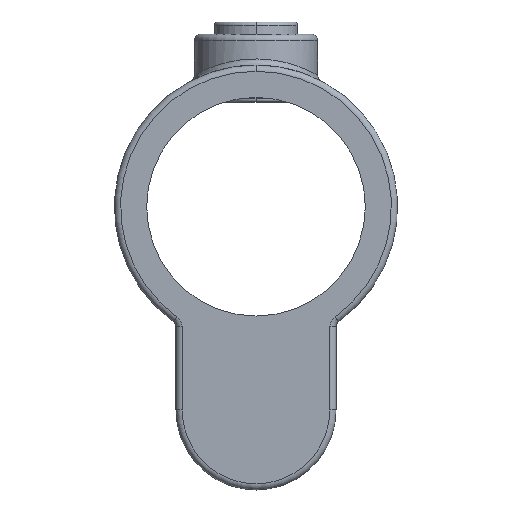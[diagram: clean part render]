
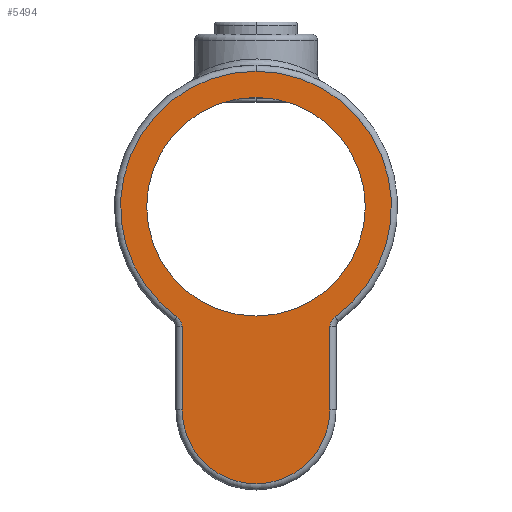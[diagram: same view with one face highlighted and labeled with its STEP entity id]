
A CAD part, front view. The second image highlights one B-rep face of the part: STEP entity #5494.
In plain terms, the highlighted planar face has unit normal (0, -1, 0).
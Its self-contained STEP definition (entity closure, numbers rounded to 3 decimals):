
#223 = DIRECTION ( 'NONE',  ( 0., -1., 0. ) ) ;
#233 = CARTESIAN_POINT ( 'NONE',  ( 12., -12.5, 0. ) ) ;
#330 = VERTEX_POINT ( 'NONE', #6934 ) ;
#567 = DIRECTION ( 'NONE',  ( 0., 0., 1. ) ) ;
#573 = ORIENTED_EDGE ( 'NONE', *, *, #6002, .T. ) ;
#581 = ORIENTED_EDGE ( 'NONE', *, *, #11257, .T. ) ;
#707 = CIRCLE ( 'NONE', #11356, 12. ) ;
#1180 = DIRECTION ( 'NONE',  ( 0., 0., 1. ) ) ;
#1189 = DIRECTION ( 'NONE',  ( 0., 0., 1. ) ) ;
#1357 = CIRCLE ( 'NONE', #10351, 17.75 ) ;
#1622 = EDGE_CURVE ( 'NONE', #5319, #5959, #6409, .T. ) ;
#1892 = AXIS2_PLACEMENT_3D ( 'NONE', #11677, #223, #1180 ) ;
#1941 = CARTESIAN_POINT ( 'NONE',  ( 0., -12.5, 17.75 ) ) ;
#1961 = FACE_OUTER_BOUND ( 'NONE', #4451, .T. ) ;
#2191 = VERTEX_POINT ( 'NONE', #9707 ) ;
#2341 = DIRECTION ( 'NONE',  ( 0., 1., 0. ) ) ;
#2453 = AXIS2_PLACEMENT_3D ( 'NONE', #7339, #11312, #6444 ) ;
#2798 = AXIS2_PLACEMENT_3D ( 'NONE', #8715, #11633, #3745 ) ;
#2813 = VECTOR ( 'NONE', #1189, 1000. ) ;
#2964 = VERTEX_POINT ( 'NONE', #3384 ) ;
#3250 = CARTESIAN_POINT ( 'NONE',  ( 0., -12.5, 0. ) ) ;
#3384 = CARTESIAN_POINT ( 'NONE',  ( 0., -12.5, -17.75 ) ) ;
#3580 = DIRECTION ( 'NONE',  ( 0., 1., 0. ) ) ;
#3606 = VERTEX_POINT ( 'NONE', #1941 ) ;
#3665 = EDGE_CURVE ( 'NONE', #330, #5959, #10475, .T. ) ;
#3745 = DIRECTION ( 'NONE',  ( 0., 0., 1. ) ) ;
#4063 = ORIENTED_EDGE ( 'NONE', *, *, #3665, .T. ) ;
#4451 = EDGE_LOOP ( 'NONE', ( #10314, #10523, #9926, #8053, #573, #4063, #9783 ) ) ;
#4454 = CIRCLE ( 'NONE', #2453, 2. ) ;
#4480 = DIRECTION ( 'NONE',  ( 0., -1., 0. ) ) ;
#4495 = ORIENTED_EDGE ( 'NONE', *, *, #6975, .T. ) ;
#4932 = CIRCLE ( 'NONE', #11529, 17.75 ) ;
#5032 = CARTESIAN_POINT ( 'NONE',  ( 12.833, -12.5, -17.869 ) ) ;
#5319 = VERTEX_POINT ( 'NONE', #10267 ) ;
#5420 = LINE ( 'NONE', #7489, #7830 ) ;
#5494 = ADVANCED_FACE ( 'NONE', ( #1961, #12256 ), #10179, .F. ) ;
#5793 = AXIS2_PLACEMENT_3D ( 'NONE', #10535, #7514, #10891 ) ;
#5959 = VERTEX_POINT ( 'NONE', #8507 ) ;
#6002 = EDGE_CURVE ( 'NONE', #9545, #330, #12098, .T. ) ;
#6141 = DIRECTION ( 'NONE',  ( 0., 0., 1. ) ) ;
#6349 = CARTESIAN_POINT ( 'NONE',  ( 0., -12.5, -33. ) ) ;
#6409 = CIRCLE ( 'NONE', #11126, 2. ) ;
#6444 = DIRECTION ( 'NONE',  ( 0., 0., 1. ) ) ;
#6564 = CARTESIAN_POINT ( 'NONE',  ( -14., -12.5, -19.494 ) ) ;
#6934 = CARTESIAN_POINT ( 'NONE',  ( 0., -12.5, 22. ) ) ;
#6975 = EDGE_CURVE ( 'NONE', #3606, #2964, #1357, .T. ) ;
#7327 = CARTESIAN_POINT ( 'NONE',  ( 0., -12.5, 0. ) ) ;
#7339 = CARTESIAN_POINT ( 'NONE',  ( 14., -12.5, -19.494 ) ) ;
#7489 = CARTESIAN_POINT ( 'NONE',  ( -12., -12.5, 0. ) ) ;
#7514 = DIRECTION ( 'NONE',  ( 0., 1., 0. ) ) ;
#7830 = VECTOR ( 'NONE', #12301, 1000. ) ;
#7946 = CARTESIAN_POINT ( 'NONE',  ( 12., -12.5, -19.494 ) ) ;
#8053 = ORIENTED_EDGE ( 'NONE', *, *, #12001, .F. ) ;
#8507 = CARTESIAN_POINT ( 'NONE',  ( -12.833, -12.5, -17.869 ) ) ;
#8706 = CARTESIAN_POINT ( 'NONE',  ( 12., -12.5, -33. ) ) ;
#8715 = CARTESIAN_POINT ( 'NONE',  ( 0., -12.5, 0. ) ) ;
#8981 = EDGE_CURVE ( 'NONE', #5319, #2191, #5420, .T. ) ;
#9040 = VERTEX_POINT ( 'NONE', #8706 ) ;
#9214 = VERTEX_POINT ( 'NONE', #7946 ) ;
#9545 = VERTEX_POINT ( 'NONE', #5032 ) ;
#9707 = CARTESIAN_POINT ( 'NONE',  ( -12., -12.5, -33. ) ) ;
#9783 = ORIENTED_EDGE ( 'NONE', *, *, #1622, .F. ) ;
#9926 = ORIENTED_EDGE ( 'NONE', *, *, #10223, .T. ) ;
#10179 = PLANE ( 'NONE',  #5793 ) ;
#10223 = EDGE_CURVE ( 'NONE', #9040, #9214, #12491, .T. ) ;
#10252 = DIRECTION ( 'NONE',  ( 0., 0., 1. ) ) ;
#10267 = CARTESIAN_POINT ( 'NONE',  ( -12., -12.5, -19.494 ) ) ;
#10314 = ORIENTED_EDGE ( 'NONE', *, *, #8981, .T. ) ;
#10351 = AXIS2_PLACEMENT_3D ( 'NONE', #3250, #2341, #6141 ) ;
#10475 = CIRCLE ( 'NONE', #1892, 22. ) ;
#10523 = ORIENTED_EDGE ( 'NONE', *, *, #11243, .T. ) ;
#10535 = CARTESIAN_POINT ( 'NONE',  ( 0., -12.5, 0. ) ) ;
#10777 = EDGE_LOOP ( 'NONE', ( #581, #4495 ) ) ;
#10891 = DIRECTION ( 'NONE',  ( 0., 0., 1. ) ) ;
#11126 = AXIS2_PLACEMENT_3D ( 'NONE', #6564, #4480, #11387 ) ;
#11243 = EDGE_CURVE ( 'NONE', #2191, #9040, #707, .T. ) ;
#11257 = EDGE_CURVE ( 'NONE', #2964, #3606, #4932, .T. ) ;
#11312 = DIRECTION ( 'NONE',  ( 0., -1., 0. ) ) ;
#11356 = AXIS2_PLACEMENT_3D ( 'NONE', #6349, #11384, #567 ) ;
#11384 = DIRECTION ( 'NONE',  ( 0., -1., 0. ) ) ;
#11387 = DIRECTION ( 'NONE',  ( 0., 0., 1. ) ) ;
#11529 = AXIS2_PLACEMENT_3D ( 'NONE', #7327, #3580, #10252 ) ;
#11633 = DIRECTION ( 'NONE',  ( 0., -1., 0. ) ) ;
#11677 = CARTESIAN_POINT ( 'NONE',  ( 0., -12.5, 0. ) ) ;
#12001 = EDGE_CURVE ( 'NONE', #9545, #9214, #4454, .T. ) ;
#12098 = CIRCLE ( 'NONE', #2798, 22. ) ;
#12256 = FACE_BOUND ( 'NONE', #10777, .T. ) ;
#12301 = DIRECTION ( 'NONE',  ( 0., 0., -1. ) ) ;
#12491 = LINE ( 'NONE', #233, #2813 ) ;
